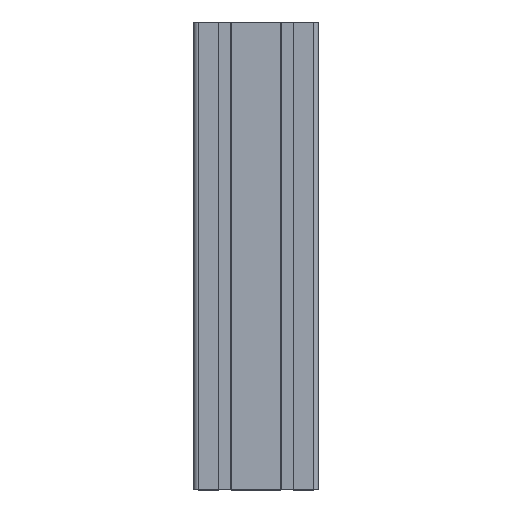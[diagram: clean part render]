
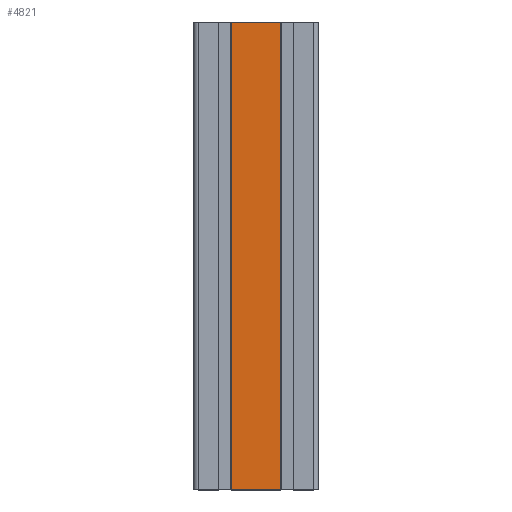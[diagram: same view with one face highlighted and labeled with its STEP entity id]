
A CAD part, top view. The second image highlights one B-rep face of the part: STEP entity #4821.
In plain terms, the highlighted face is planar.
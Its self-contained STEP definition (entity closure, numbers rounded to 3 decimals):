
#417 = EDGE_LOOP ( 'NONE', ( #2502, #2507, #2503, #2468 ) ) ;
#538 = DIRECTION ( 'NONE',  ( -1., 0., 0. ) ) ;
#552 = LINE ( 'NONE', #554, #4458 ) ;
#554 = CARTESIAN_POINT ( 'NONE',  ( 15.9, 40., -300. ) ) ;
#623 = DIRECTION ( 'NONE',  ( -1., 0., 0. ) ) ;
#630 = LINE ( 'NONE', #639, #4409 ) ;
#639 = CARTESIAN_POINT ( 'NONE',  ( -15.9, 40., -300. ) ) ;
#642 = DIRECTION ( 'NONE',  ( 0., 0., 1. ) ) ;
#678 = LINE ( 'NONE', #696, #4454 ) ;
#696 = CARTESIAN_POINT ( 'NONE',  ( 15.9, 40., 0. ) ) ;
#864 = VECTOR ( 'NONE', #1104, 1000. ) ;
#896 = AXIS2_PLACEMENT_3D ( 'NONE', #5741, #5576, #5578 ) ;
#1092 = LINE ( 'NONE', #1103, #864 ) ;
#1103 = CARTESIAN_POINT ( 'NONE',  ( 15.9, 40., -300. ) ) ;
#1104 = DIRECTION ( 'NONE',  ( 0., 0., 1. ) ) ;
#1575 = CARTESIAN_POINT ( 'NONE',  ( -15.9, 40., 0. ) ) ;
#1578 = CARTESIAN_POINT ( 'NONE',  ( -15.9, 40., -300. ) ) ;
#1579 = CARTESIAN_POINT ( 'NONE',  ( 15.9, 40., -300. ) ) ;
#1616 = CARTESIAN_POINT ( 'NONE',  ( 15.9, 40., 0. ) ) ;
#2468 = ORIENTED_EDGE ( 'NONE', *, *, #5084, .T. ) ;
#2502 = ORIENTED_EDGE ( 'NONE', *, *, #5096, .F. ) ;
#2503 = ORIENTED_EDGE ( 'NONE', *, *, #5104, .T. ) ;
#2507 = ORIENTED_EDGE ( 'NONE', *, *, #5011, .F. ) ;
#3905 = VERTEX_POINT ( 'NONE', #1575 ) ;
#3923 = VERTEX_POINT ( 'NONE', #1578 ) ;
#3924 = VERTEX_POINT ( 'NONE', #1579 ) ;
#3935 = VERTEX_POINT ( 'NONE', #1616 ) ;
#4409 = VECTOR ( 'NONE', #642, 1000. ) ;
#4454 = VECTOR ( 'NONE', #538, 1000. ) ;
#4458 = VECTOR ( 'NONE', #623, 1000. ) ;
#4821 = ADVANCED_FACE ( 'PLANAR_10', ( #5743 ), #5736, .T. ) ;
#5011 = EDGE_CURVE ( 'NONE', #3924, #3935, #1092, .T. ) ;
#5084 = EDGE_CURVE ( 'NONE', #3923, #3905, #630, .T. ) ;
#5096 = EDGE_CURVE ( 'NONE', #3935, #3905, #678, .T. ) ;
#5104 = EDGE_CURVE ( 'NONE', #3924, #3923, #552, .T. ) ;
#5576 = DIRECTION ( 'NONE',  ( 0., 1., 0. ) ) ;
#5578 = DIRECTION ( 'NONE',  ( 0., 0., 1. ) ) ;
#5736 = PLANE ( 'NONE',  #896 ) ;
#5741 = CARTESIAN_POINT ( 'NONE',  ( 15.9, 40., -300. ) ) ;
#5743 = FACE_OUTER_BOUND ( 'NONE', #417, .T. ) ;
